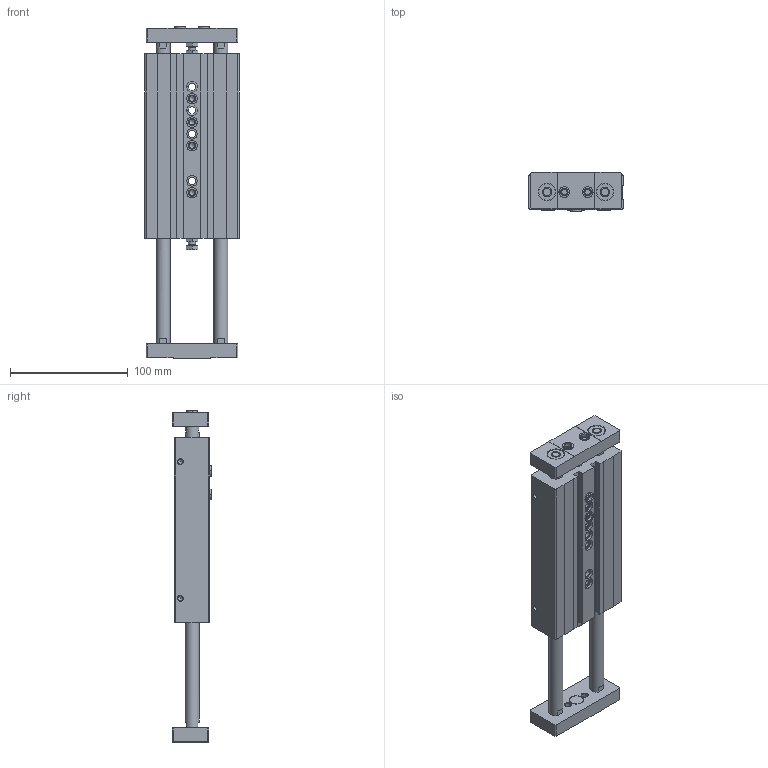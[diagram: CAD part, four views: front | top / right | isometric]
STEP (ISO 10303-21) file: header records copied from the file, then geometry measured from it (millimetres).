
FILE_DESCRIPTION(/* description */ ('STEP AP214'),/* implementation_level */ '2;1');
FILE_NAME(/* name */ '159963_DPZJ-25-80-P-A-S2',/* time_stamp */ '2024-08-21T01:53:25+02:00',/* author */ ('License CC BY-ND 4.0'),/* organization */ ('CADENAS'),/* preprocessor_version */ 'ST-DEVELOPER v19.3',/* originating_system */ 'PARTsolutions',/* authorisation */ ' ');
FILE_SCHEMA (('AUTOMOTIVE_DESIGN {1 0 10303 214 3 1 1}'));
Length unit declared in the file: millimetre
Products named in the file (6): 159963 DPZJ-25-80-P-A-S2---(asm_0); 159963 DPZJ-25-80-P-A-S2---(Z); 159963 DPZJ-25-80-P-A-S2---(K); 8137184 ZBH-9-B; DIN-439-B - M6(F); Hexagon bolt DIN 933 - M6x16
Assembly tree (10 placements, depth 2):
  159963 DPZJ-25-80-P-A-S2---(asm_0)
    159963 DPZJ-25-80-P-A-S2---(Z)
    159963 DPZJ-25-80-P-A-S2---(K)
    8137184 ZBH-9-B  x4
    DIN-439-B - M6(F)  x2
    Hexagon bolt DIN 933 - M6x16  x2
Bounding box: 80 x 33.8 x 282.4 mm (x, y, z)
Volume: 366237.2 mm3; surface area: 113972.4 mm2
Topology: 10 solids, 10 shells, 370 faces, 859 edges, 553 vertices
Faces by surface type: plane 176, cylinder 116, cone 68, torus 10
Full cylindrical faces by diameter (mm): 4.134 x10, 4.917 x12, 6 x2, 6.4 x4, 8 x4, 8.88 x2, 9 x12, 10.5 x4, 12 x10, 14 x4, 15 x4, 25 x4
Entity records: 8654 total; most frequent: CARTESIAN_POINT 1512, DIRECTION 1502, ORIENTED_EDGE 1204, EDGE_CURVE 602, AXIS2_PLACEMENT_3D 598, FACE_BOUND 522, EDGE_LOOP 506, VERTEX_POINT 472
